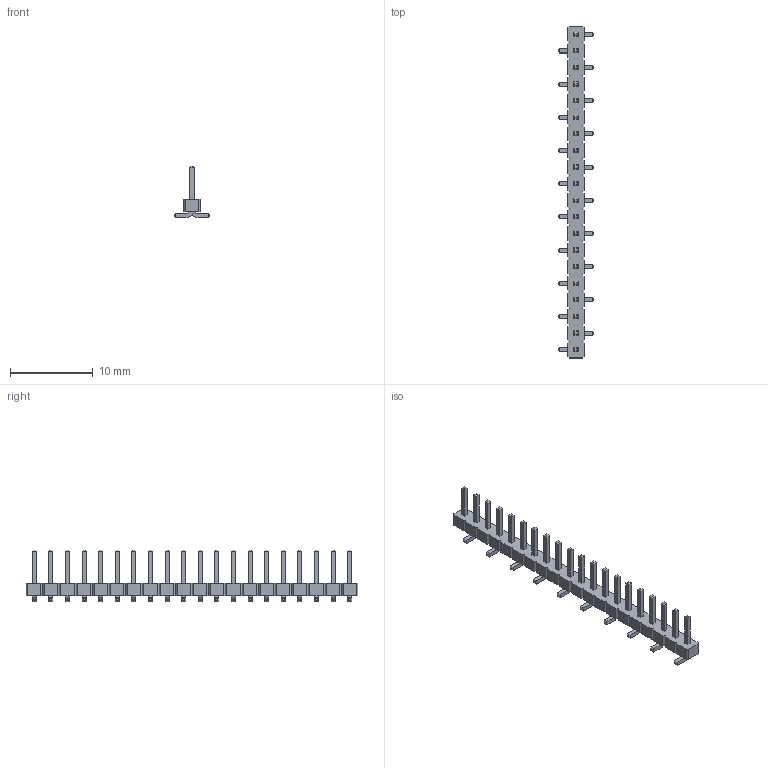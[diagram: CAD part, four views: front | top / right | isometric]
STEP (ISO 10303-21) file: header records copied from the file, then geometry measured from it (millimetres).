
FILE_DESCRIPTION(/* description */ ('model of Pin_Header_Straight_1x20_Pitch2.00mm_SMD_Pin1Right'),/* implementation_level */ '2;1');
FILE_NAME(/* name */ 'Pin_Header_Straight_1x20_Pitch2.00mm_SMD_Pin1Right.step',/* time_stamp */ '2017-08-19T04:56:46',/* author */ ('kicad StepUp','ksu'),/* organization */ ('FreeCAD'),/* preprocessor_version */ 'OCC',/* originating_system */ 'kicad StepUp',/* authorisation */ '');
FILE_SCHEMA(('AUTOMOTIVE_DESIGN { 1 0 10303 214 1 1 1 1 }'));
Length unit declared in the file: millimetre
Products named in the file (1): Pin_Header_Straight_1x20_Pitch200mm_SMD_Pin1Right
Bounding box: 4.2 x 40 x 6.2 mm (x, y, z)
Volume: 148.2 mm3; surface area: 532.8 mm2
Topology: 1 solids, 1 shells, 524 faces, 1286 edges, 804 vertices
Faces by surface type: plane 484, cylinder 40
Entity records: 18651 total; most frequent: CARTESIAN_POINT 2615, ORIENTED_EDGE 2572, DIRECTION 2416, EDGE_CURVE 1286, LINE 1206, VECTOR 1206, VERTEX_POINT 804, AXIS2_PLACEMENT_3D 605
